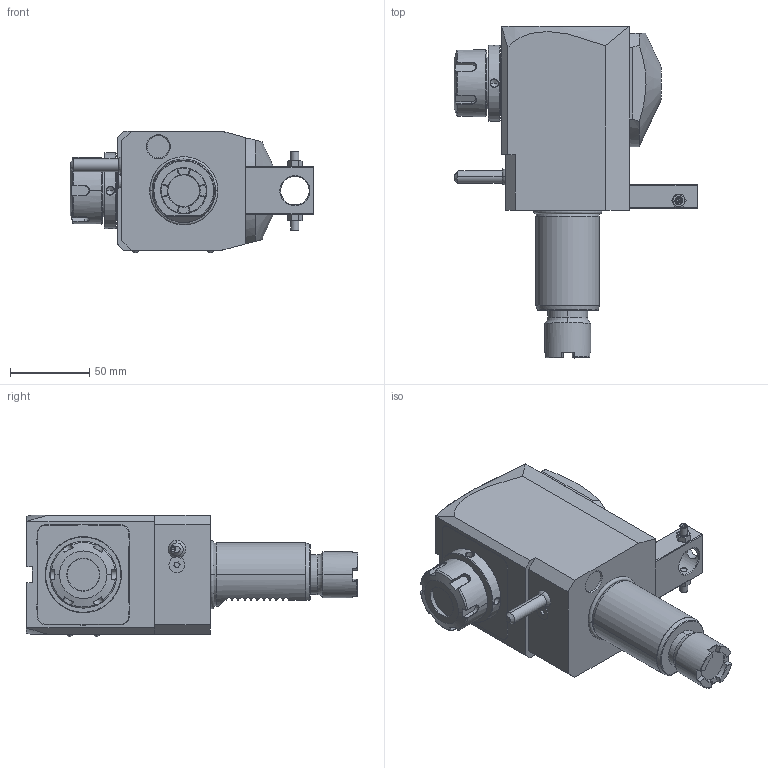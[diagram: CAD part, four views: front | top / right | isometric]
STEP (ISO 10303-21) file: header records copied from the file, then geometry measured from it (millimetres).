
FILE_DESCRIPTION((''),'2;1');
FILE_NAME('NGT1_40_251_25_1_2_80JA','2017-03-10T',('vali'),('NOVA GRUP'),'PRO/ENGINEER BY PARAMETRIC TECHNOLOGY CORPORATION, 2010280','PRO/ENGINEER BY PARAMETRIC TECHNOLOGY CORPORATION, 2010280','');
FILE_SCHEMA(('CONFIG_CONTROL_DESIGN'));
Length unit declared in the file: millimetre
Products named in the file (1): NGT1_40_251_25_1_2_80JA
Bounding box: 153.6 x 209 x 76.6 mm (x, y, z)
Volume: 884818.8 mm3; surface area: 73834.9 mm2
Topology: 1 solids, 1 shells, 491 faces, 1233 edges, 756 vertices
Faces by surface type: plane 210, cylinder 94, cone 87, bspline 78, torus 14, sphere 6, extrusion 2
Entity records: 20637 total; most frequent: CARTESIAN_POINT 9851, ORIENTED_EDGE 2434, DIRECTION 1871, EDGE_CURVE 1217, VERTEX_POINT 756, AXIS2_PLACEMENT_3D 656, VECTOR 559, LINE 557
